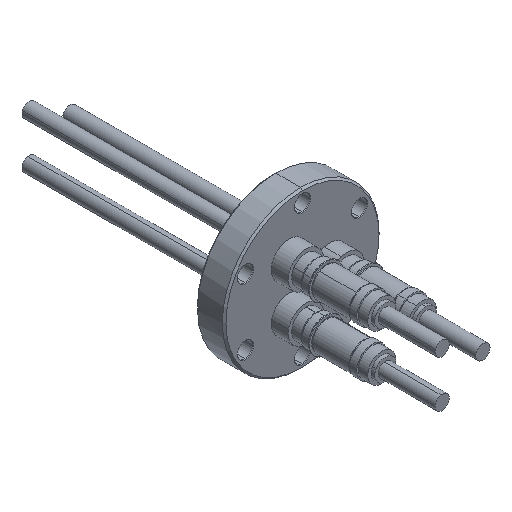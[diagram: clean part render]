
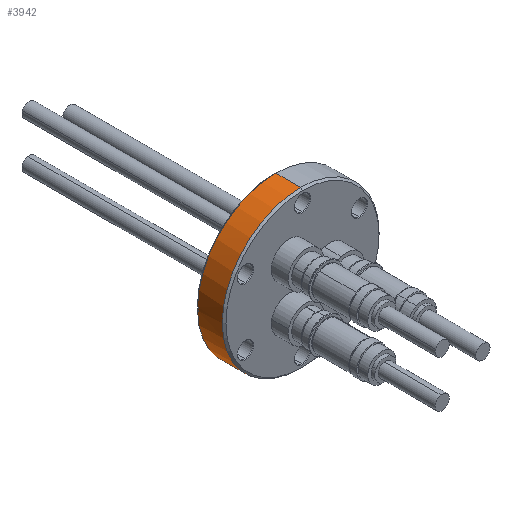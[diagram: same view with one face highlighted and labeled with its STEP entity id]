
A CAD part, isometric view. The second image highlights one B-rep face of the part: STEP entity #3942.
In plain terms, the highlighted cylindrical face has radius 34.925 mm (diameter 69.85 mm), a partial arc.
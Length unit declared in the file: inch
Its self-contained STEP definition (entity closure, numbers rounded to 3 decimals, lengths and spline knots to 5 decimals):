
#40 = ORIENTED_EDGE ( 'NONE', *, *, #5633, .F. ) ;
#85 = DIRECTION ( 'NONE',  ( 0., 0., 1. ) ) ;
#93 = DIRECTION ( 'NONE',  ( 0., 0., -1. ) ) ;
#139 = VERTEX_POINT ( 'NONE', #3254 ) ;
#206 = CARTESIAN_POINT ( 'NONE',  ( 0., 0., 0. ) ) ;
#228 = AXIS2_PLACEMENT_3D ( 'NONE', #206, #3661, #2160 ) ;
#278 = CARTESIAN_POINT ( 'NONE',  ( 0., 0., -1.375 ) ) ;
#322 = AXIS2_PLACEMENT_3D ( 'NONE', #4509, #662, #85 ) ;
#527 = LINE ( 'NONE', #2916, #2753 ) ;
#540 = AXIS2_PLACEMENT_3D ( 'NONE', #957, #4423, #2465 ) ;
#544 = AXIS2_PLACEMENT_3D ( 'NONE', #2535, #5022, #93 ) ;
#620 = CYLINDRICAL_SURFACE ( 'NONE', #228, 1.375 ) ;
#662 = DIRECTION ( 'NONE',  ( 0., 1., 0. ) ) ;
#671 = CARTESIAN_POINT ( 'NONE',  ( 0., 0.032, 0. ) ) ;
#675 = EDGE_CURVE ( 'NONE', #4944, #1722, #2487, .T. ) ;
#726 = DIRECTION ( 'NONE',  ( 0., -1., 0. ) ) ;
#868 = EDGE_CURVE ( 'NONE', #3453, #139, #6089, .T. ) ;
#957 = CARTESIAN_POINT ( 'NONE',  ( 0., 0.468, 0. ) ) ;
#958 = CARTESIAN_POINT ( 'NONE',  ( 0., 0., 1.375 ) ) ;
#1019 = EDGE_LOOP ( 'NONE', ( #40, #4267, #3228, #2702, #2136, #5410, #1092, #4465 ) ) ;
#1092 = ORIENTED_EDGE ( 'NONE', *, *, #1575, .T. ) ;
#1150 = CARTESIAN_POINT ( 'NONE',  ( 0., 0.032, -1.375 ) ) ;
#1575 = EDGE_CURVE ( 'NONE', #1722, #3486, #4221, .T. ) ;
#1618 = EDGE_CURVE ( 'NONE', #5648, #3271, #1979, .T. ) ;
#1718 = LINE ( 'NONE', #3142, #3726 ) ;
#1722 = VERTEX_POINT ( 'NONE', #5897 ) ;
#1758 = EDGE_CURVE ( 'NONE', #3446, #3486, #2278, .T. ) ;
#1979 = CIRCLE ( 'NONE', #544, 1.375 ) ;
#2136 = ORIENTED_EDGE ( 'NONE', *, *, #2953, .T. ) ;
#2160 = DIRECTION ( 'NONE',  ( 0., 0., -1. ) ) ;
#2278 = CIRCLE ( 'NONE', #3950, 1.375 ) ;
#2465 = DIRECTION ( 'NONE',  ( 0., 0., -1. ) ) ;
#2487 = CIRCLE ( 'NONE', #540, 1.375 ) ;
#2513 = CARTESIAN_POINT ( 'NONE',  ( 0., 0.032, 1.375 ) ) ;
#2535 = CARTESIAN_POINT ( 'NONE',  ( 0., 0.468, 0. ) ) ;
#2702 = ORIENTED_EDGE ( 'NONE', *, *, #868, .F. ) ;
#2713 = EDGE_CURVE ( 'NONE', #3271, #139, #1718, .T. ) ;
#2753 = VECTOR ( 'NONE', #6337, 39.37008 ) ;
#2916 = CARTESIAN_POINT ( 'NONE',  ( -1.37465, 0., -0.031 ) ) ;
#2928 = DIRECTION ( 'NONE',  ( 0., -1., 0. ) ) ;
#2953 = EDGE_CURVE ( 'NONE', #3453, #4944, #527, .T. ) ;
#3142 = CARTESIAN_POINT ( 'NONE',  ( -1.37465, 0., 0.031 ) ) ;
#3228 = ORIENTED_EDGE ( 'NONE', *, *, #2713, .T. ) ;
#3254 = CARTESIAN_POINT ( 'NONE',  ( -1.37465, 0.45, 0.031 ) ) ;
#3271 = VERTEX_POINT ( 'NONE', #6227 ) ;
#3446 = VERTEX_POINT ( 'NONE', #2513 ) ;
#3453 = VERTEX_POINT ( 'NONE', #4615 ) ;
#3486 = VERTEX_POINT ( 'NONE', #1150 ) ;
#3661 = DIRECTION ( 'NONE',  ( 0., -1., 0. ) ) ;
#3670 = DIRECTION ( 'NONE',  ( 0., 0., -1. ) ) ;
#3726 = VECTOR ( 'NONE', #5649, 39.37008 ) ;
#3942 = ADVANCED_FACE ( 'NONE', ( #6140 ), #620, .T. ) ;
#3950 = AXIS2_PLACEMENT_3D ( 'NONE', #671, #726, #3670 ) ;
#4221 = LINE ( 'NONE', #278, #6095 ) ;
#4267 = ORIENTED_EDGE ( 'NONE', *, *, #1618, .T. ) ;
#4423 = DIRECTION ( 'NONE',  ( 0., -1., 0. ) ) ;
#4465 = ORIENTED_EDGE ( 'NONE', *, *, #1758, .F. ) ;
#4509 = CARTESIAN_POINT ( 'NONE',  ( 0., 0.45, 0. ) ) ;
#4615 = CARTESIAN_POINT ( 'NONE',  ( -1.37465, 0.45, -0.031 ) ) ;
#4743 = CARTESIAN_POINT ( 'NONE',  ( 0., 0.468, 1.375 ) ) ;
#4944 = VERTEX_POINT ( 'NONE', #5223 ) ;
#5022 = DIRECTION ( 'NONE',  ( 0., -1., 0. ) ) ;
#5223 = CARTESIAN_POINT ( 'NONE',  ( -1.37465, 0.468, -0.031 ) ) ;
#5380 = LINE ( 'NONE', #958, #5403 ) ;
#5403 = VECTOR ( 'NONE', #2928, 39.37008 ) ;
#5410 = ORIENTED_EDGE ( 'NONE', *, *, #675, .T. ) ;
#5569 = DIRECTION ( 'NONE',  ( 0., -1., 0. ) ) ;
#5633 = EDGE_CURVE ( 'NONE', #5648, #3446, #5380, .T. ) ;
#5648 = VERTEX_POINT ( 'NONE', #4743 ) ;
#5649 = DIRECTION ( 'NONE',  ( 0., -1., 0. ) ) ;
#5897 = CARTESIAN_POINT ( 'NONE',  ( 0., 0.468, -1.375 ) ) ;
#6089 = CIRCLE ( 'NONE', #322, 1.375 ) ;
#6095 = VECTOR ( 'NONE', #5569, 39.37008 ) ;
#6140 = FACE_OUTER_BOUND ( 'NONE', #1019, .T. ) ;
#6227 = CARTESIAN_POINT ( 'NONE',  ( -1.37465, 0.468, 0.031 ) ) ;
#6337 = DIRECTION ( 'NONE',  ( 0., 1., 0. ) ) ;
